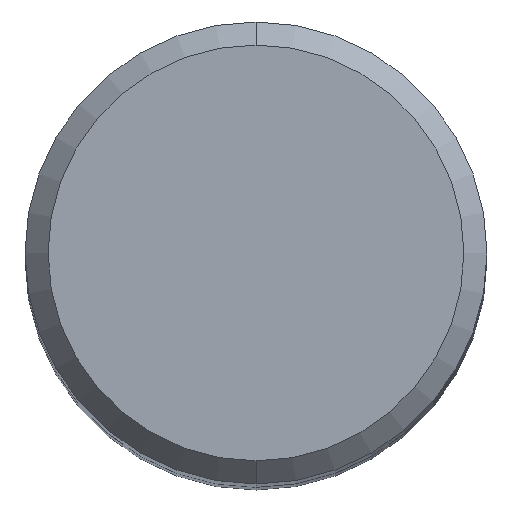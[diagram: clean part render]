
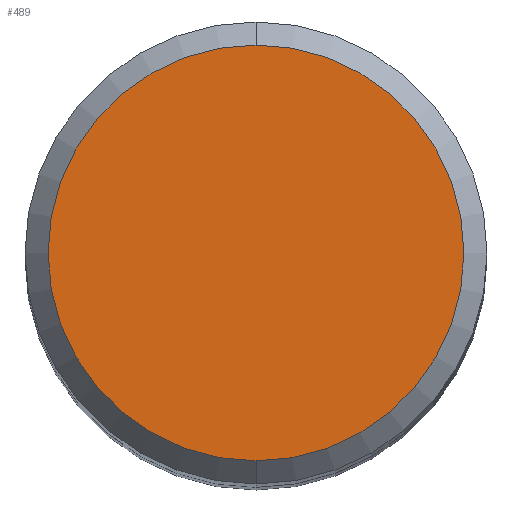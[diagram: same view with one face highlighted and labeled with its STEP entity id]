
A CAD part, top view. The second image highlights one B-rep face of the part: STEP entity #489.
In plain terms, the highlighted planar face has unit normal (0, 0, 1).
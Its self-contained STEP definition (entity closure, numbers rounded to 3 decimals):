
#217=VERTEX_POINT('',#577);
#385=EDGE_CURVE('',#217,#533,#770,.T.);
#399=EDGE_CURVE('',#533,#217,#786,.T.);
#489=ADVANCED_FACE('',(#881),#882,.T.);
#533=VERTEX_POINT('',#930);
#577=CARTESIAN_POINT('',(0.,-5.4,0.0));
#770=CIRCLE('',#1255,5.4);
#786=CIRCLE('',#1327,5.4);
#881=FACE_OUTER_BOUND('',#1645,.T.);
#882=PLANE('',#1646);
#930=CARTESIAN_POINT('',(0.0,5.4,0.0));
#1255=AXIS2_PLACEMENT_3D('',#1979,#1980,#1981);
#1327=AXIS2_PLACEMENT_3D('',#2009,#2010,#2011);
#1645=EDGE_LOOP('',(#2102,#2103));
#1646=AXIS2_PLACEMENT_3D('',#2104,#2105,#2106);
#1979=CARTESIAN_POINT('',(0.0,0.0,0.0));
#1980=DIRECTION('',(0.0,0.0,-1.0));
#1981=DIRECTION('',(0.0,1.0,0.0));
#2009=CARTESIAN_POINT('',(0.0,0.0,0.0));
#2010=DIRECTION('',(0.0,0.0,-1.0));
#2011=DIRECTION('',(0.0,1.0,0.0));
#2102=ORIENTED_EDGE('',*,*,#399,.F.);
#2103=ORIENTED_EDGE('',*,*,#385,.F.);
#2104=CARTESIAN_POINT('',(0.0,2.7,0.0));
#2105=DIRECTION('',(-0.0,0.0,1.0));
#2106=DIRECTION('',(0.0,-1.0,0.0));
